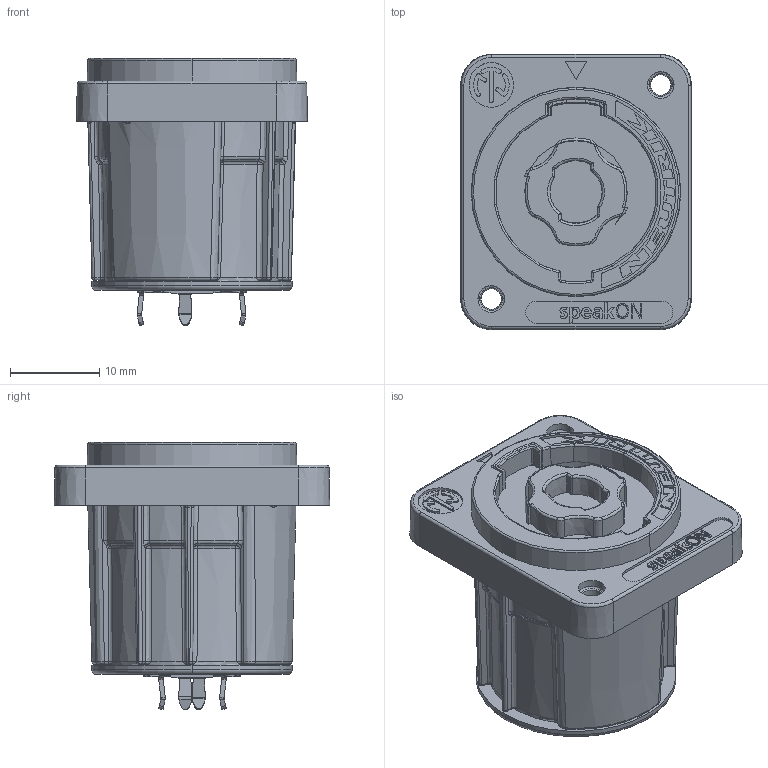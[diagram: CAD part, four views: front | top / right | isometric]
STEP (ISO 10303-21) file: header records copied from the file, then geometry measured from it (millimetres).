
FILE_DESCRIPTION((''),'2;1');
FILE_NAME('NL4MDXX-V-2','2020-02-12T14:01:40',('phk'),(''),'CREO PARAMETRIC BY PTC INC, 2019080','CREO PARAMETRIC BY PTC INC, 2019080','');
FILE_SCHEMA(('CONFIG_CONTROL_DESIGN'));
Products named in the file (1): NL4MDXX-V-2
Bounding box: 25.9 x 30.9 x 29.95 mm (x, y, z)
Volume: 10430.5 mm3; surface area: 5610.5 mm2
Topology: 1 solids, 6 shells, 1161 faces, 2874 edges, 1761 vertices
Faces by surface type: plane 368, bspline 215, cylinder 199, extrusion 156, torus 89, cone 88, sphere 46
Entity records: 46868 total; most frequent: CARTESIAN_POINT 21600, ORIENTED_EDGE 5732, DIRECTION 4371, EDGE_CURVE 2871, VERTEX_POINT 1761, AXIS2_PLACEMENT_3D 1500, VECTOR 1371, EDGE_LOOP 1220
